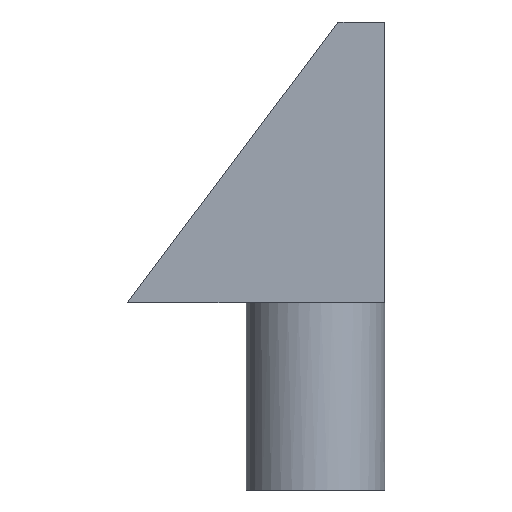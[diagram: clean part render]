
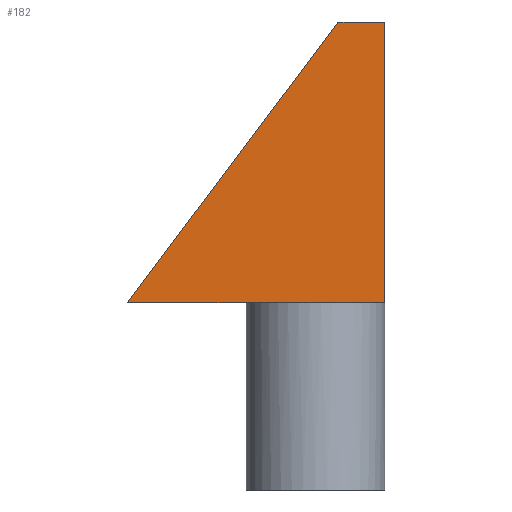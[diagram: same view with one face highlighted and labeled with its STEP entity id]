
A CAD part, left-side view. The second image highlights one B-rep face of the part: STEP entity #182.
In plain terms, the highlighted planar face has unit normal (-1, 0, 0).
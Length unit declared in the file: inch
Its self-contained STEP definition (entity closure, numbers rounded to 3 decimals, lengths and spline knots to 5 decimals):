
#15=LINE('',#286,#32);
#24=LINE('',#303,#41);
#25=LINE('',#305,#42);
#26=LINE('',#307,#43);
#27=LINE('',#309,#44);
#28=LINE('',#310,#45);
#32=VECTOR('',#234,0.65675);
#41=VECTOR('',#249,0.02175);
#42=VECTOR('',#252,0.69649);
#43=VECTOR('',#253,1.5);
#44=VECTOR('',#254,0.25);
#45=VECTOR('',#255,1.875);
#57=FACE_OUTER_BOUND('',#70,.T.);
#70=EDGE_LOOP('',(#141,#142,#143,#144,#145,#146));
#83=VERTEX_POINT('',#274);
#84=VERTEX_POINT('',#275);
#88=VERTEX_POINT('',#285);
#93=VERTEX_POINT('',#301);
#94=VERTEX_POINT('',#306);
#95=VERTEX_POINT('',#308);
#102=EDGE_CURVE('',#88,#84,#15,.T.);
#111=EDGE_CURVE('',#83,#93,#24,.T.);
#112=EDGE_CURVE('',#84,#83,#25,.T.);
#113=EDGE_CURVE('',#93,#94,#26,.T.);
#114=EDGE_CURVE('',#94,#95,#27,.T.);
#115=EDGE_CURVE('',#88,#95,#28,.T.);
#141=ORIENTED_EDGE('',*,*,#112,.T.);
#142=ORIENTED_EDGE('',*,*,#111,.T.);
#143=ORIENTED_EDGE('',*,*,#113,.T.);
#144=ORIENTED_EDGE('',*,*,#114,.T.);
#145=ORIENTED_EDGE('',*,*,#115,.F.);
#146=ORIENTED_EDGE('',*,*,#102,.T.);
#170=PLANE('',#208);
#182=ADVANCED_FACE('',(#57),#170,.F.);
#208=AXIS2_PLACEMENT_3D('',#304,#250,#251);
#234=DIRECTION('',(0.,-1.,0.));
#249=DIRECTION('',(0.,-1.,0.));
#250=DIRECTION('center_axis',(1.,0.,0.));
#251=DIRECTION('ref_axis',(0.,0.,-1.));
#252=DIRECTION('',(0.,-1.,0.));
#253=DIRECTION('',(0.,0.,1.));
#254=DIRECTION('',(0.,1.,0.));
#255=DIRECTION('',(0.,-0.6,0.8));
#274=CARTESIAN_POINT('',(-0.125,-0.34825,1.));
#275=CARTESIAN_POINT('',(-0.125,0.34825,1.));
#285=CARTESIAN_POINT('',(-0.125,1.005,1.));
#286=CARTESIAN_POINT('',(-0.125,1.005,1.));
#301=CARTESIAN_POINT('',(-0.125,-0.37,1.));
#303=CARTESIAN_POINT('',(-0.125,-0.34825,1.));
#304=CARTESIAN_POINT('Origin',(-0.125,0.,0.));
#305=CARTESIAN_POINT('',(-0.125,0.34825,1.));
#306=CARTESIAN_POINT('',(-0.125,-0.37,2.5));
#307=CARTESIAN_POINT('',(-0.125,-0.37,1.));
#308=CARTESIAN_POINT('',(-0.125,-0.12,2.5));
#309=CARTESIAN_POINT('',(-0.125,-0.37,2.5));
#310=CARTESIAN_POINT('',(-0.125,1.005,1.));
